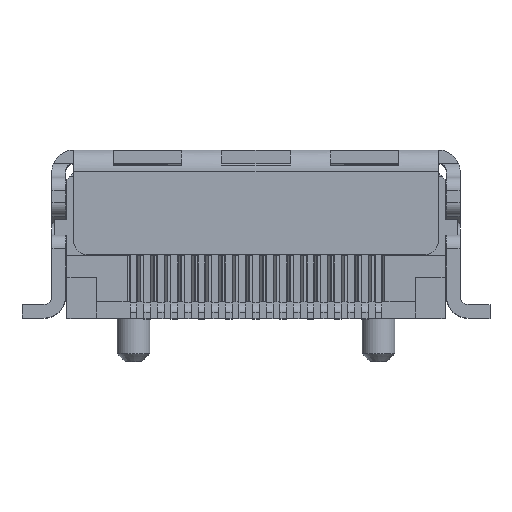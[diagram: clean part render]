
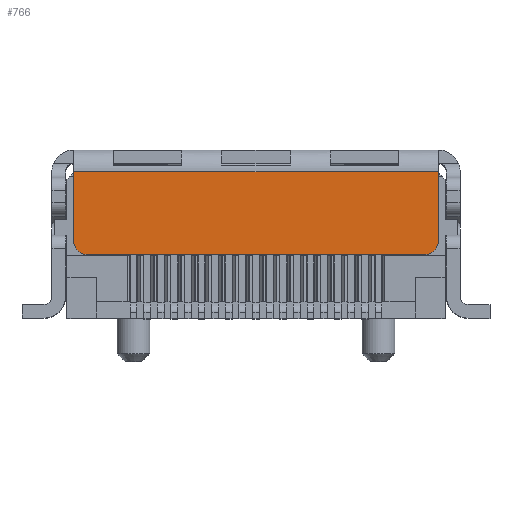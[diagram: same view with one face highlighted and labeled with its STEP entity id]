
A CAD part, top view. The second image highlights one B-rep face of the part: STEP entity #766.
In plain terms, the highlighted face is planar.
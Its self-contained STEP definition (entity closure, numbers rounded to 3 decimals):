
#766 = ADVANCED_FACE( '', ( #2340 ), #2341, .F. );
#2340 = FACE_OUTER_BOUND( '', #4337, .T. );
#2341 = PLANE( '', #4338 );
#4337 = EDGE_LOOP( '', ( #10354, #10355, #10356, #10357, #10358, #10359 ) );
#4338 = AXIS2_PLACEMENT_3D( '', #10360, #10361, #10362 );
#10354 = ORIENTED_EDGE( '', *, *, #15652, .F. );
#10355 = ORIENTED_EDGE( '', *, *, #15547, .F. );
#10356 = ORIENTED_EDGE( '', *, *, #15655, .F. );
#10357 = ORIENTED_EDGE( '', *, *, #15647, .F. );
#10358 = ORIENTED_EDGE( '', *, *, #15641, .F. );
#10359 = ORIENTED_EDGE( '', *, *, #15645, .F. );
#10360 = CARTESIAN_POINT( '', ( -6.7, 3.363, -6.005 ) );
#10361 = DIRECTION( '', ( 0., 0., 1. ) );
#10362 = DIRECTION( '', ( 1., 0., 0. ) );
#15547 = EDGE_CURVE( '', #19538, #19540, #19541, .T. );
#15641 = EDGE_CURVE( '', #19697, #19699, #19700, .T. );
#15645 = EDGE_CURVE( '', #19704, #19697, #19706, .T. );
#15647 = EDGE_CURVE( '', #19699, #19709, #19710, .T. );
#15652 = EDGE_CURVE( '', #19540, #19704, #19716, .T. );
#15655 = EDGE_CURVE( '', #19709, #19538, #19719, .T. );
#19538 = VERTEX_POINT( '', #25840 );
#19540 = VERTEX_POINT( '', #25842 );
#19541 = LINE( '', #25843, #25844 );
#19697 = VERTEX_POINT( '', #26063 );
#19699 = VERTEX_POINT( '', #26066 );
#19700 = LINE( '', #26067, #26068 );
#19704 = VERTEX_POINT( '', #26073 );
#19706 = CIRCLE( '', #26076, 0.5 );
#19709 = VERTEX_POINT( '', #26079 );
#19710 = CIRCLE( '', #26080, 0.5 );
#19716 = LINE( '', #26090, #26091 );
#19719 = LINE( '', #26096, #26097 );
#25840 = CARTESIAN_POINT( '', ( 6.7, 3.363, -6.005 ) );
#25842 = CARTESIAN_POINT( '', ( -6.7, 3.363, -6.005 ) );
#25843 = CARTESIAN_POINT( '', ( 8., 3.363, -6.005 ) );
#25844 = VECTOR( '', #31151, 1000. );
#26063 = CARTESIAN_POINT( '', ( -6.2, 0.316, -6.005 ) );
#26066 = CARTESIAN_POINT( '', ( 6.2, 0.316, -6.005 ) );
#26067 = CARTESIAN_POINT( '', ( -6.2, 0.316, -6.005 ) );
#26068 = VECTOR( '', #31303, 1000. );
#26073 = CARTESIAN_POINT( '', ( -6.7, 0.816, -6.005 ) );
#26076 = AXIS2_PLACEMENT_3D( '', #31309, #31310, #31311 );
#26079 = CARTESIAN_POINT( '', ( 6.7, 0.816, -6.005 ) );
#26080 = AXIS2_PLACEMENT_3D( '', #31315, #31316, #31317 );
#26090 = CARTESIAN_POINT( '', ( -6.7, 4.163, -6.005 ) );
#26091 = VECTOR( '', #31322, 1000. );
#26096 = CARTESIAN_POINT( '', ( 6.7, 0.816, -6.005 ) );
#26097 = VECTOR( '', #31325, 1000. );
#31151 = DIRECTION( '', ( -1., 0., 0. ) );
#31303 = DIRECTION( '', ( 1., 0., 0. ) );
#31309 = CARTESIAN_POINT( '', ( -6.2, 0.816, -6.005 ) );
#31310 = DIRECTION( '', ( 0., 0., 1. ) );
#31311 = DIRECTION( '', ( 1., 0., 0. ) );
#31315 = CARTESIAN_POINT( '', ( 6.2, 0.816, -6.005 ) );
#31316 = DIRECTION( '', ( 0., 0., 1. ) );
#31317 = DIRECTION( '', ( 1., 0., 0. ) );
#31322 = DIRECTION( '', ( 0., -1., 0. ) );
#31325 = DIRECTION( '', ( 0., 1., 0. ) );
